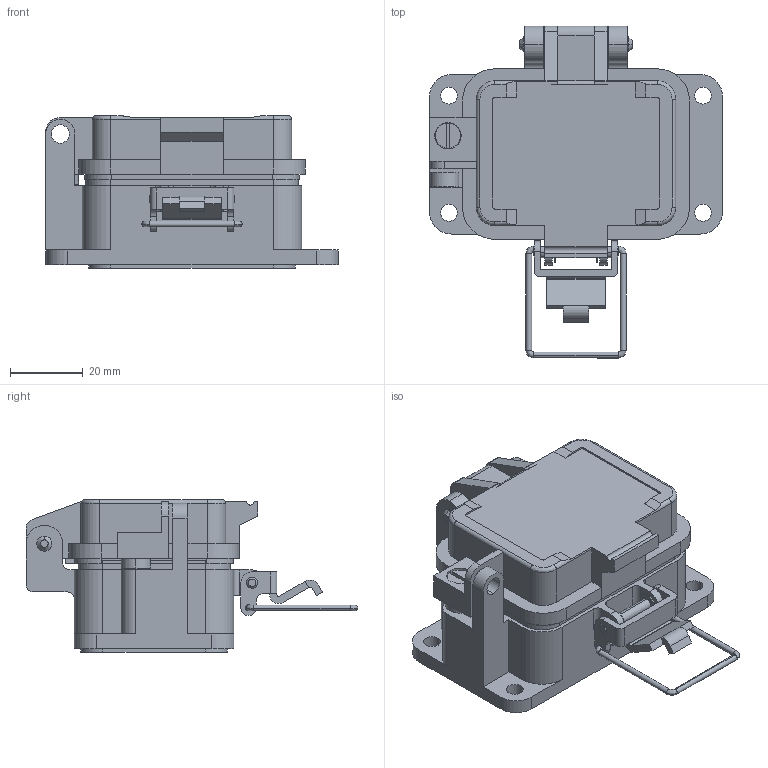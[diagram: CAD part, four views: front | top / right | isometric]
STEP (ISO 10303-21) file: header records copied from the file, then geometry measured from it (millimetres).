
FILE_DESCRIPTION (( 'STEP AP214' ), '1' );
FILE_NAME ('H-X-B4_3D.STEP', '2017-12-15T14:35:56', ( '' ), ( '' ), 'SwSTEP 2.0', 'SolidWorks 2017', '' );
FILE_SCHEMA (( 'AUTOMOTIVE_DESIGN' ));
Length unit declared in the file: inch
Products named in the file (1): H-X-B4_3D
Bounding box: 80.57 x 91.35 x 42 mm (x, y, z)
Volume: 45129.1 mm3; surface area: 34983.7 mm2
Topology: 10 solids, 10 shells, 510 faces, 1388 edges, 920 vertices
Faces by surface type: plane 250, cylinder 240, bspline 12, cone 8
Entity records: 21442 total; most frequent: CARTESIAN_POINT 3442, DIRECTION 2811, ORIENTED_EDGE 2776, EDGE_CURVE 1388, AXIS2_PLACEMENT_3D 974, VERTEX_POINT 920, VECTOR 863, LINE 863
